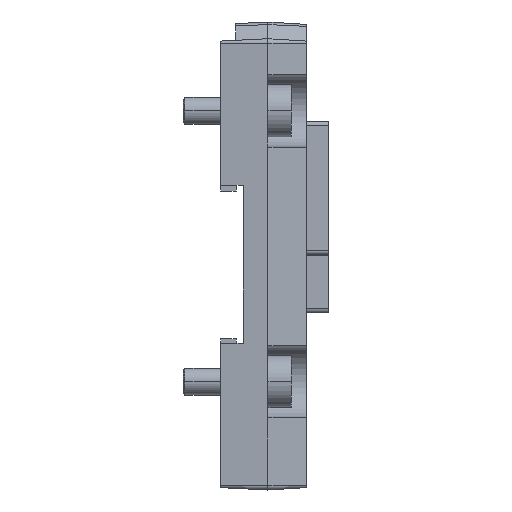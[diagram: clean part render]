
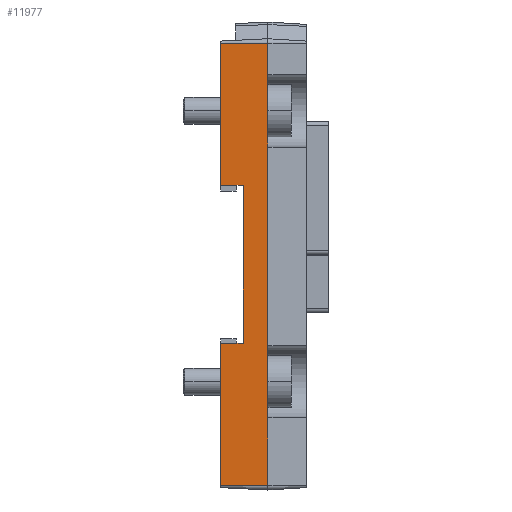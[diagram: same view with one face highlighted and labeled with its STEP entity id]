
A CAD part, left-side view. The second image highlights one B-rep face of the part: STEP entity #11977.
In plain terms, the highlighted planar face has unit normal (-0.999, 0.05, 0).
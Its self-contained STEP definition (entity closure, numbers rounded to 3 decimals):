
#8579=CARTESIAN_POINT('POINT2622',(-121.,0.,
   1.));
#8580=VERTEX_POINT('VERTEX2622',#8579);
#8605=CARTESIAN_POINT('POINT2624',(-121.,0.,
   16.));
#8606=VERTEX_POINT('VERTEX2624',#8605);
#8676=CARTESIAN_POINT('POINT2629',(-121.,0.,
   32.));
#8677=VERTEX_POINT('VERTEX2629',#8676);
#8709=CARTESIAN_POINT('POINT2632',(-121.,0.,
   76.));
#8710=VERTEX_POINT('VERTEX2632',#8709);
#8780=CARTESIAN_POINT('POINT2637',(-121.,0.,
   92.));
#8781=VERTEX_POINT('VERTEX2637',#8780);
#10617=CARTESIAN_POINT('POINT2744',(-121.,
   0.,99.));
#10618=VERTEX_POINT('VERTEX2744',#10617);
#10648=CARTESIAN_POINT('POS4619',(-121.,0.,
   99.));
#10649=DIRECTION('DIR6731',(0.,
   0.,-1.));
#10650=VECTOR('VEC2507',#10649,25.4);
#10651=LINE('STRAIGHT2507',#10648,#10650);
#10652=EDGE_CURVE('EDGE4164',#10618,#8781,#10651,.T.);
#10668=EDGE_CURVE('EDGE4165',#8781,#8710,#10651,.T.);
#10680=EDGE_CURVE('EDGE4166',#8710,#8677,#10651,.T.);
#10694=EDGE_CURVE('EDGE4168',#8677,#8606,#10651,.T.);
#10706=EDGE_CURVE('EDGE4169',#8606,#8580,#10651,.T.);
#10714=CARTESIAN_POINT('POINT2745',(-120.47,10.5,
   1.));
#10715=VERTEX_POINT('VERTEX2745',#10714);
#10725=CARTESIAN_POINT('POS4624',(-121.,0.,
   1.));
#10726=DIRECTION('DIR6740',(0.05,0.999,
   0.));
#10727=VECTOR('VEC2508',#10726,25.4);
#10728=LINE('STRAIGHT2508',#10725,#10727);
#10729=EDGE_CURVE('EDGE4172',#8580,#10715,#10728,.T.);
#10833=CARTESIAN_POINT('POINT2746',(-120.47,10.5,
   32.5));
#10834=VERTEX_POINT('VERTEX2746',#10833);
#10835=CARTESIAN_POINT('POS4626',(-120.47,10.5,
   99.));
#10836=DIRECTION('DIR6743',(0.,
   0.,-1.));
#10837=VECTOR('VEC2509',#10836,25.4);
#10838=LINE('STRAIGHT2509',#10835,#10837);
#10839=EDGE_CURVE('EDGE4173',#10834,#10715,#10838,.T.);
#10881=CARTESIAN_POINT('POINT2748',(-120.722,5.5,
   32.5));
#10882=VERTEX_POINT('VERTEX2748',#10881);
#10883=CARTESIAN_POINT('POS4630',(-120.645,
   7.036,32.5));
#10884=DIRECTION('DIR6748',(0.05,0.999,
   0.));
#10885=VECTOR('VEC2512',#10884,25.4);
#10886=LINE('STRAIGHT2512',#10883,#10885);
#10887=EDGE_CURVE('EDGE4178',#10882,#10834,#10886,.T.);
#11003=CARTESIAN_POINT('POINT2759',(-120.722,5.5,
   67.5));
#11004=VERTEX_POINT('VERTEX2759',#11003);
#11005=CARTESIAN_POINT('POS4645',(-120.722,5.5,
   74.5));
#11006=DIRECTION('DIR6766',(0.,0.,-1.));
#11007=VECTOR('VEC2524',#11006,25.4);
#11008=LINE('STRAIGHT2524',#11005,#11007);
#11009=EDGE_CURVE('EDGE4190',#11004,#10882,#11008,.T.);
#11920=CARTESIAN_POINT('POINT2799',(-120.47,10.5,
   99.));
#11921=VERTEX_POINT('VERTEX2799',#11920);
#11929=CARTESIAN_POINT('POS4714',(-121.,
   0.,99.));
#11930=DIRECTION('DIR6872',(0.05,0.999,
   0.));
#11931=VECTOR('VEC2556',#11930,25.4);
#11932=LINE('STRAIGHT2556',#11929,#11931);
#11933=EDGE_CURVE('EDGE4268',#10618,#11921,#11932,.T.);
#11950=CARTESIAN_POINT('POINT2800',(-120.47,10.5,
   67.5));
#11951=VERTEX_POINT('VERTEX2800',#11950);
#11952=CARTESIAN_POINT('POS4717',(-120.645,
   7.036,67.5));
#11953=DIRECTION('DIR6876',(-0.05,
   -0.999,0.));
#11954=VECTOR('VEC2558',#11953,25.4);
#11955=LINE('STRAIGHT2558',#11952,#11954);
#11956=EDGE_CURVE('EDGE4270',#11951,#11004,#11955,.T.);
#11957=ORIENTED_EDGE('COEDGE8485',*,*,#11956,.T.);
#11958=ORIENTED_EDGE('COEDGE8486',*,*,#11009,.T.);
#11959=ORIENTED_EDGE('COEDGE8487',*,*,#10887,.T.);
#11960=ORIENTED_EDGE('COEDGE8488',*,*,#10839,.T.);
#11961=ORIENTED_EDGE('COEDGE8489',*,*,#10729,.F.);
#11962=ORIENTED_EDGE('COEDGE8490',*,*,#10706,.F.);
#11963=ORIENTED_EDGE('COEDGE8491',*,*,#10694,.F.);
#11964=ORIENTED_EDGE('COEDGE8492',*,*,#10680,.F.);
#11965=ORIENTED_EDGE('COEDGE8493',*,*,#10668,.F.);
#11966=ORIENTED_EDGE('COEDGE8494',*,*,#10652,.F.);
#11967=ORIENTED_EDGE('COEDGE8495',*,*,#11933,.T.);
#11968=EDGE_CURVE('EDGE4271',#11921,#11951,#10838,.T.);
#11969=ORIENTED_EDGE('COEDGE8496',*,*,#11968,.T.);
#11970=EDGE_LOOP('NONE',(#11957,#11958,#11959,#11960,#11961,#11962,
   #11963,#11964,#11965,#11966,#11967,#11969));
#11971=FACE_BOUND('LOOP1',#11970,.T.);
#11972=CARTESIAN_POINT('POS4718',(-121.,
   0.,99.));
#11973=DIRECTION('DIR6877',(-0.999,0.05
   ,0.));
#11974=DIRECTION('DIR6878',(0.05,0.999,
   0.));
#11975=AXIS2_PLACEMENT_3D('AXIS2160',#11972,#11973,#11974);
#11976=PLANE('PLANE734',#11975);
#11977=ADVANCED_FACE('FACE1641',(#11971),#11976,.T.);
